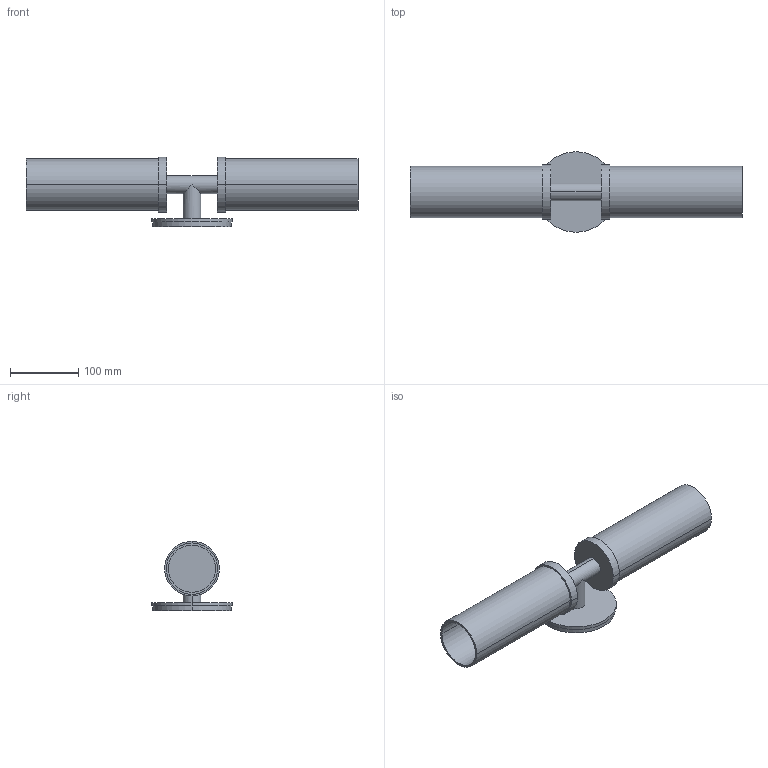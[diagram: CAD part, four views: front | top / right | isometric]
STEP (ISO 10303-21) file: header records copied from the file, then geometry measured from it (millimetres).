
FILE_DESCRIPTION((''),'2;1');
FILE_NAME('4682L','2021-06-14T12:22:14',('jinson.thomas'),(''),'CREO PARAMETRIC BY PTC INC, 2018400','CREO PARAMETRIC BY PTC INC, 2018400','');
FILE_SCHEMA(('CONFIG_CONTROL_DESIGN'));
Length unit declared in the file: inch
Products named in the file (1): 4682L
Bounding box: 485.17 x 117.6 x 101.47 mm (x, y, z)
Volume: 574899.4 mm3; surface area: 234323 mm2
Topology: 1 solids, 1 shells, 31 faces, 63 edges, 42 vertices
Faces by surface type: cylinder 20, plane 11
Entity records: 915 total; most frequent: CARTESIAN_POINT 184, DIRECTION 159, ORIENTED_EDGE 126, AXIS2_PLACEMENT_3D 69, EDGE_CURVE 63, VERTEX_POINT 42, EDGE_LOOP 39, CIRCLE 38
